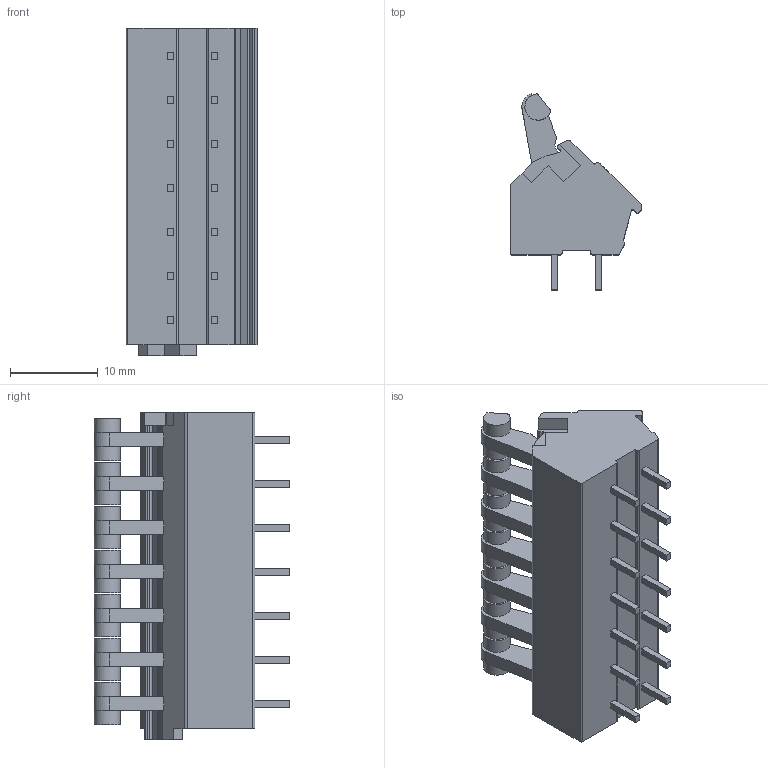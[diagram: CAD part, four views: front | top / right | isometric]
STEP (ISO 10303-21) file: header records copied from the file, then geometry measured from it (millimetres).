
FILE_DESCRIPTION((''),'2;1');
FILE_NAME('PRT0001','2024-10-15T09:58:05',('tluser'),(''),'CREO PARAMETRIC BY PTC INC, 2018100','CREO PARAMETRIC BY PTC INC, 2018100','');
FILE_SCHEMA(('CONFIG_CONTROL_DESIGN'));
Length unit declared in the file: millimetre
Products named in the file (1): PRT0001
Bounding box: 15 x 22.27 x 37.3 mm (x, y, z)
Volume: 4942.5 mm3; surface area: 3267.1 mm2
Topology: 1 solids, 1 shells, 552 faces, 1405 edges, 876 vertices
Faces by surface type: plane 257, cylinder 225, bspline 35, sphere 14, torus 14, cone 7
Entity records: 19586 total; most frequent: CARTESIAN_POINT 6354, ORIENTED_EDGE 2810, DIRECTION 2686, EDGE_CURVE 1405, AXIS2_PLACEMENT_3D 897, VECTOR 892, LINE 892, VERTEX_POINT 876
